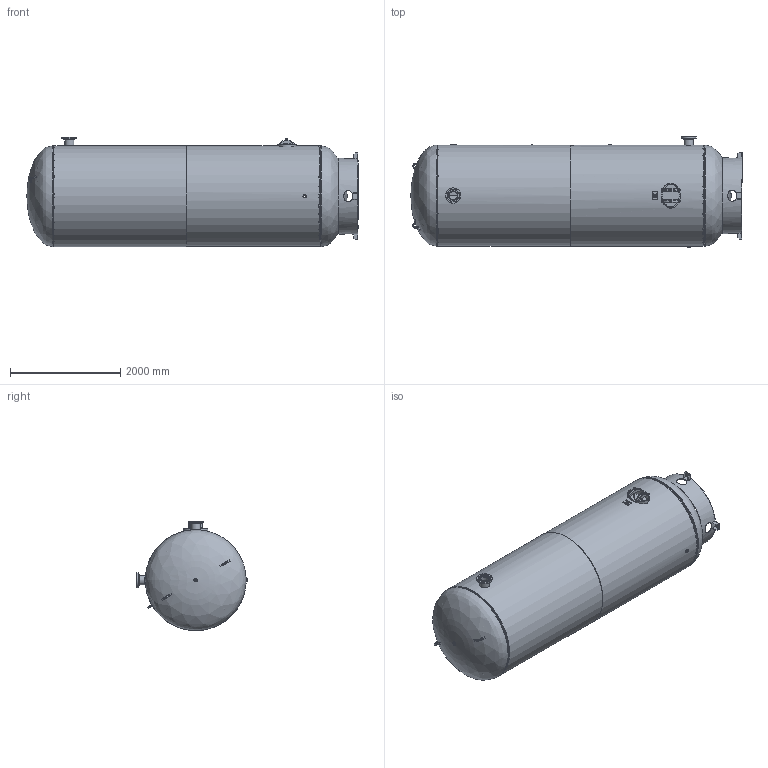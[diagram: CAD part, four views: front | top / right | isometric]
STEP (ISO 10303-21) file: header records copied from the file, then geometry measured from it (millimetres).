
FILE_DESCRIPTION(/* description */ ('72 X 228 150# VERT ASME STOCK 3800 GAL W/6" IN/OUT'),/* implementation_level */ '2;1');
FILE_NAME(/* name */ 'SPVG_A10340.stp',/* time_stamp */ '2020-09-04T07:45:09-05:00',/* author */ ('kim.thoune'),/* organization */ (''),/* preprocessor_version */ 'ST-DEVELOPER v17.2',/* originating_system */ 'Autodesk Inventor 2019',/* authorisation */ '');
FILE_SCHEMA (('AUTOMOTIVE_DESIGN { 1 0 10303 214 3 1 1 }'));
Length unit declared in the file: inch
Products named in the file (21): A10340; 37-2478; 37-2479; A10340-3HD; 910-503MH; A10340-4HD; 910-503MH_1; S102247; S102247-1; S102022; F100250; F101000; F101250; F103001; 46-9163; S102153; 45-596; S102153-2; 60-140; 64-053; 64-784
Assembly tree (29 placements, depth 3):
  A10340
    37-2478
    37-2479
    A10340-3HD
      910-503MH
    A10340-4HD
      910-503MH_1
    S102247
      S102247-1
      S102022  x4
    F100250
    F101000
    F101250  x3
    F103001
    46-9163
    S102153  x2
      45-596
      S102153-2
    60-140
      64-053
    64-784  x4
Bounding box: 6016.62 x 1999.83 x 1981.78 mm (x, y, z)
Volume: 355417152 mm3; surface area: 75260058.6 mm2
Topology: 28 solids, 28 shells, 694 faces, 1837 edges, 1230 vertices
Faces by surface type: plane 344, cylinder 178, bspline 110, torus 53, cone 9
Full cylindrical faces by diameter (mm): 6.35 x4, 11.455 x1, 22.225 x20, 23.019 x2, 26.987 x1, 30.302 x1, 43.256 x1, 44.45 x1, 44.856 x3, 46.037 x1, 49.212 x3, 50.8 x2, 53.975 x3, 60.325 x1, 63.5 x3, 82.55 x1, 96.837 x1, 98.425 x1, 107.95 x1, 146.329 x2, 168.275 x2, 170.688 x2, 171.45 x2, 192.1 x2, 215.9 x2, 279.4 x2, 1352.55 x1, 1371.6 x1, 1809.75 x4, 1828.8 x4
Entity records: 24926 total; most frequent: CARTESIAN_POINT 10919, ORIENTED_EDGE 2874, DIRECTION 2466, EDGE_CURVE 1437, VERTEX_POINT 962, AXIS2_PLACEMENT_3D 908, LINE 650, VECTOR 650
